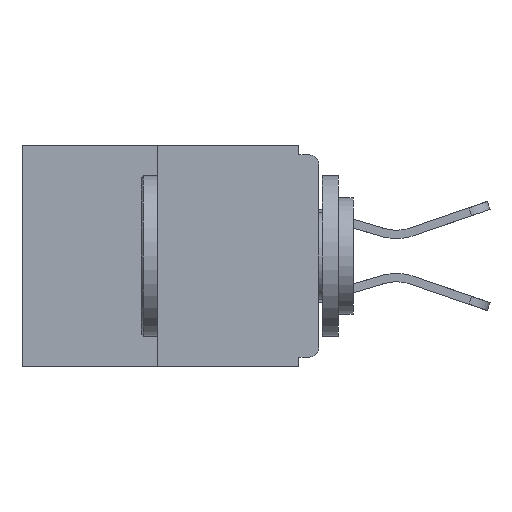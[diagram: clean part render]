
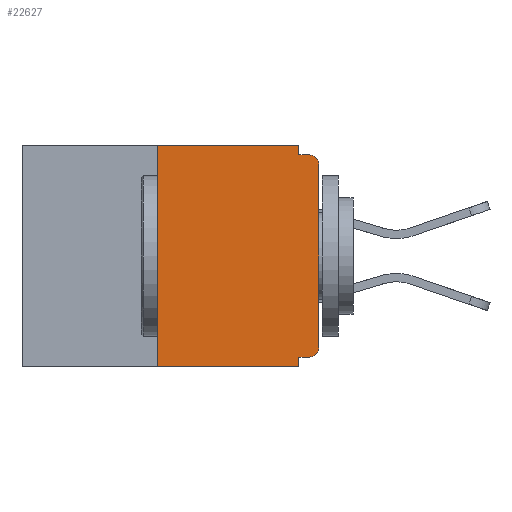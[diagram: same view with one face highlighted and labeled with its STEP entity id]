
A CAD part, left-side view. The second image highlights one B-rep face of the part: STEP entity #22627.
In plain terms, the highlighted planar face has unit normal (-1, 0, 0).
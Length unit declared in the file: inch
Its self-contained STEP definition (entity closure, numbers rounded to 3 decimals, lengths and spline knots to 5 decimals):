
#189 = DIRECTION ( 'NONE',  ( 0., 0., 1. ) ) ;
#1106 = ORIENTED_EDGE ( 'NONE', *, *, #27035, .T. ) ;
#1307 = DIRECTION ( 'NONE',  ( 0., 0., -1. ) ) ;
#1478 = VERTEX_POINT ( 'NONE', #12729 ) ;
#2750 = DIRECTION ( 'NONE',  ( 0., 0., -1. ) ) ;
#2785 = EDGE_CURVE ( 'NONE', #21105, #21768, #14349, .T. ) ;
#3186 = CARTESIAN_POINT ( 'NONE',  ( 0., 0.031, -0.328 ) ) ;
#3312 = CARTESIAN_POINT ( 'NONE',  ( 0., 0.46, 0. ) ) ;
#3733 = CIRCLE ( 'NONE', #21584, 0.015 ) ;
#4025 = CARTESIAN_POINT ( 'NONE',  ( 0., 0.46, -0.343 ) ) ;
#4183 = CARTESIAN_POINT ( 'NONE',  ( 0., 0., -0.015 ) ) ;
#5002 = CARTESIAN_POINT ( 'NONE',  ( 0., 0.25, -0.343 ) ) ;
#5148 = VERTEX_POINT ( 'NONE', #5002 ) ;
#5934 = LINE ( 'NONE', #4025, #26556 ) ;
#6032 = EDGE_CURVE ( 'NONE', #18886, #16550, #17173, .T. ) ;
#6088 = DIRECTION ( 'NONE',  ( 0., 0., -1. ) ) ;
#6742 = CARTESIAN_POINT ( 'NONE',  ( 0., 0.031, -0.015 ) ) ;
#6964 = CARTESIAN_POINT ( 'NONE',  ( 0., 0., -0.328 ) ) ;
#7302 = LINE ( 'NONE', #24970, #12211 ) ;
#7444 = ORIENTED_EDGE ( 'NONE', *, *, #6032, .T. ) ;
#7847 = CIRCLE ( 'NONE', #28210, 0.015 ) ;
#8523 = CARTESIAN_POINT ( 'NONE',  ( 0., 0.015, -0.313 ) ) ;
#9254 = CARTESIAN_POINT ( 'NONE',  ( 0., 0., -0.313 ) ) ;
#9366 = CARTESIAN_POINT ( 'NONE',  ( 0., 0.031, 0. ) ) ;
#9962 = CARTESIAN_POINT ( 'NONE',  ( 0., 0.46, 0. ) ) ;
#10349 = VERTEX_POINT ( 'NONE', #21493 ) ;
#10527 = ORIENTED_EDGE ( 'NONE', *, *, #15574, .F. ) ;
#10576 = DIRECTION ( 'NONE',  ( -1., 0., 0. ) ) ;
#10960 = DIRECTION ( 'NONE',  ( 0., -1., 0. ) ) ;
#11190 = EDGE_CURVE ( 'NONE', #21768, #26822, #24855, .T. ) ;
#11489 = CARTESIAN_POINT ( 'NONE',  ( 0., 0.031, -0.343 ) ) ;
#12047 = EDGE_CURVE ( 'NONE', #10349, #21105, #17061, .T. ) ;
#12211 = VECTOR ( 'NONE', #15939, 39.37008 ) ;
#12482 = LINE ( 'NONE', #11489, #26136 ) ;
#12565 = DIRECTION ( 'NONE',  ( 1., 0., 0. ) ) ;
#12729 = CARTESIAN_POINT ( 'NONE',  ( 0., 0.015, -0.328 ) ) ;
#13250 = DIRECTION ( 'NONE',  ( 0., -1., 0. ) ) ;
#14349 = LINE ( 'NONE', #9366, #24158 ) ;
#15574 = EDGE_CURVE ( 'NONE', #1478, #27851, #23039, .T. ) ;
#15860 = DIRECTION ( 'NONE',  ( 0., 0., -1. ) ) ;
#15939 = DIRECTION ( 'NONE',  ( 0., 0., 1. ) ) ;
#16022 = VECTOR ( 'NONE', #25485, 39.37008 ) ;
#16534 = EDGE_CURVE ( 'NONE', #1478, #18886, #7847, .T. ) ;
#16550 = VERTEX_POINT ( 'NONE', #23975 ) ;
#17018 = VECTOR ( 'NONE', #17908, 39.37008 ) ;
#17061 = LINE ( 'NONE', #3312, #16022 ) ;
#17173 = LINE ( 'NONE', #17923, #28373 ) ;
#17908 = DIRECTION ( 'NONE',  ( 0., 1., 0. ) ) ;
#17923 = CARTESIAN_POINT ( 'NONE',  ( 0., 0., 0. ) ) ;
#18379 = DIRECTION ( 'NONE',  ( -1., 0., 0. ) ) ;
#18802 = ORIENTED_EDGE ( 'NONE', *, *, #19887, .T. ) ;
#18886 = VERTEX_POINT ( 'NONE', #9254 ) ;
#19228 = EDGE_CURVE ( 'NONE', #5148, #10349, #7302, .T. ) ;
#19887 = EDGE_CURVE ( 'NONE', #5148, #27301, #5934, .T. ) ;
#20474 = DIRECTION ( 'NONE',  ( 0., 0., -1. ) ) ;
#20580 = CARTESIAN_POINT ( 'NONE',  ( 0., 0.015, -0.03 ) ) ;
#20623 = ORIENTED_EDGE ( 'NONE', *, *, #20739, .F. ) ;
#20739 = EDGE_CURVE ( 'NONE', #27851, #27301, #12482, .T. ) ;
#21105 = VERTEX_POINT ( 'NONE', #24598 ) ;
#21423 = CARTESIAN_POINT ( 'NONE',  ( 0., 0.031, -0.343 ) ) ;
#21493 = CARTESIAN_POINT ( 'NONE',  ( 0., 0.25, 0. ) ) ;
#21584 = AXIS2_PLACEMENT_3D ( 'NONE', #20580, #18379, #20474 ) ;
#21768 = VERTEX_POINT ( 'NONE', #6742 ) ;
#22381 = ORIENTED_EDGE ( 'NONE', *, *, #19228, .F. ) ;
#22552 = FACE_OUTER_BOUND ( 'NONE', #26621, .T. ) ;
#22627 = ADVANCED_FACE ( 'NONE', ( #22552 ), #28111, .F. ) ;
#22706 = ORIENTED_EDGE ( 'NONE', *, *, #2785, .F. ) ;
#23039 = LINE ( 'NONE', #6964, #17018 ) ;
#23975 = CARTESIAN_POINT ( 'NONE',  ( 0., 0., -0.03 ) ) ;
#24158 = VECTOR ( 'NONE', #2750, 39.37008 ) ;
#24598 = CARTESIAN_POINT ( 'NONE',  ( 0., 0.031, 0. ) ) ;
#24855 = LINE ( 'NONE', #4183, #27625 ) ;
#24970 = CARTESIAN_POINT ( 'NONE',  ( 0., 0.25, 0. ) ) ;
#25485 = DIRECTION ( 'NONE',  ( 0., -1., 0. ) ) ;
#26136 = VECTOR ( 'NONE', #15860, 39.37008 ) ;
#26179 = ORIENTED_EDGE ( 'NONE', *, *, #12047, .F. ) ;
#26556 = VECTOR ( 'NONE', #10960, 39.37008 ) ;
#26621 = EDGE_LOOP ( 'NONE', ( #26179, #22381, #18802, #20623, #10527, #27904, #7444, #1106, #27186, #22706 ) ) ;
#26822 = VERTEX_POINT ( 'NONE', #28459 ) ;
#27035 = EDGE_CURVE ( 'NONE', #16550, #26822, #3733, .T. ) ;
#27186 = ORIENTED_EDGE ( 'NONE', *, *, #11190, .F. ) ;
#27301 = VERTEX_POINT ( 'NONE', #21423 ) ;
#27452 = AXIS2_PLACEMENT_3D ( 'NONE', #9962, #12565, #1307 ) ;
#27625 = VECTOR ( 'NONE', #13250, 39.37008 ) ;
#27851 = VERTEX_POINT ( 'NONE', #3186 ) ;
#27904 = ORIENTED_EDGE ( 'NONE', *, *, #16534, .T. ) ;
#28111 = PLANE ( 'NONE',  #27452 ) ;
#28210 = AXIS2_PLACEMENT_3D ( 'NONE', #8523, #10576, #6088 ) ;
#28373 = VECTOR ( 'NONE', #189, 39.37008 ) ;
#28459 = CARTESIAN_POINT ( 'NONE',  ( 0., 0.015, -0.015 ) ) ;
